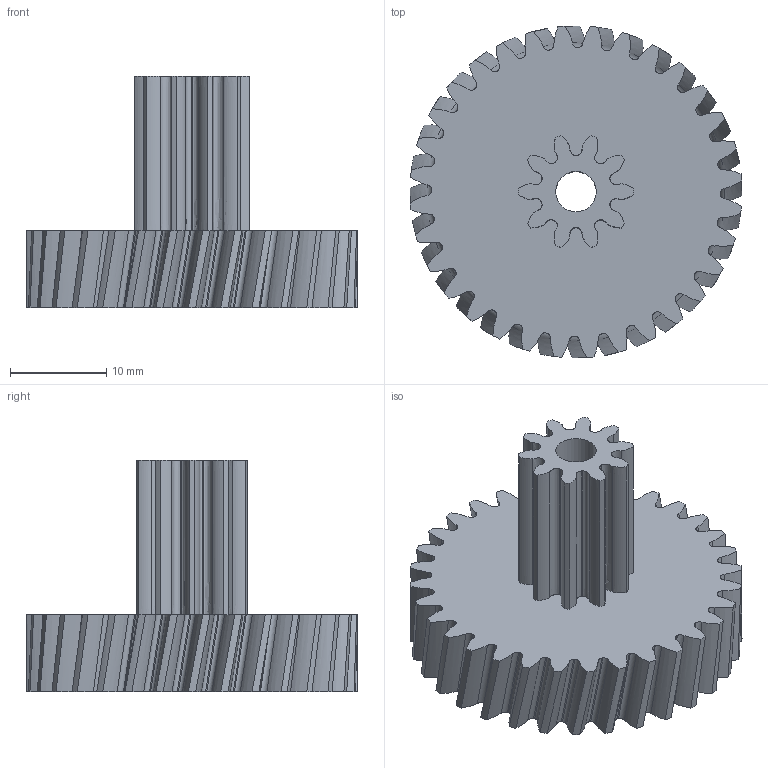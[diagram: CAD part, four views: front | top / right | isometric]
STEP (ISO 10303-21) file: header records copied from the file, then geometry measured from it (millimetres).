
FILE_DESCRIPTION(('STEP AP242'), '1');
FILE_NAME('itemGearInShredder', '', ('UNSPECIFIED'), ('UNSPECIFIED'), 'C3D Converter', 'C3D Toolkit', '');
FILE_SCHEMA(('AP242_MANAGED_MODEL_BASED_3D_ENGINEERING_MIM_LF { 1 0 10303 442 1 1 4 }'));
Length unit declared in the file: millimetre
Bounding box: 34.49 x 34.49 x 24 mm (x, y, z)
Volume: 7454.2 mm3; surface area: 4501.7 mm2
Topology: 1 solids, 1 shells, 256 faces, 761 edges, 510 vertices
Faces by surface type: bspline 128, cylinder 85, extrusion 40, plane 3
Full cylindrical faces by diameter (mm): 4.2 x1
Entity records: 34077 total; most frequent: CARTESIAN_POINT 28435, ORIENTED_EDGE 1516, EDGE_CURVE 758, DIRECTION 618, B_SPLINE_CURVE_WITH_KNOTS 570, VERTEX_POINT 506, EDGE_LOOP 260, AXIS2_PLACEMENT_3D 259
